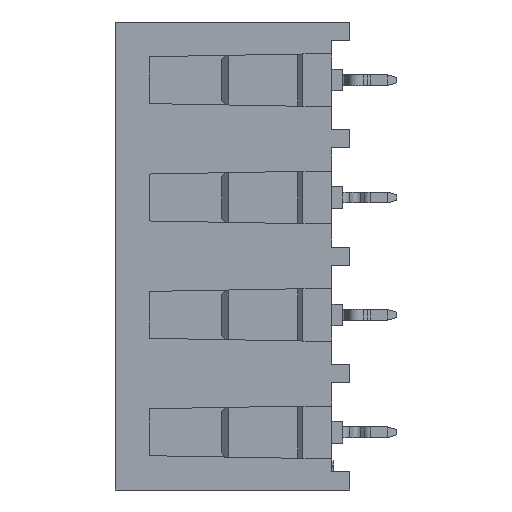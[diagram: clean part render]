
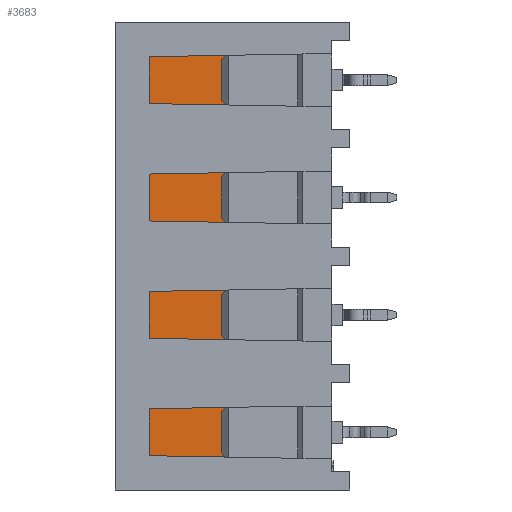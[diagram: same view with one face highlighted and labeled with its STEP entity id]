
A CAD part, left-side view. The second image highlights one B-rep face of the part: STEP entity #3683.
In plain terms, the highlighted planar face has unit normal (-1, 0, 0).
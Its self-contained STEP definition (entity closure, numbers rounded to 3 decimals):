
#3012=CARTESIAN_POINT('',(84.2,-10.4,-7.4));
#3013=VERTEX_POINT('',#3012);
#3020=CARTESIAN_POINT('',(84.2,-10.4,-8.75));
#3021=VERTEX_POINT('',#3020);
#3022=CARTESIAN_POINT('',(84.2,-10.4,-7.4));
#3023=DIRECTION('',(0.,0.,-1.));
#3024=VECTOR('',#3023,1.35);
#3025=LINE('',#3022,#3024);
#3026=EDGE_CURVE('',#3013,#3021,#3025,.T.);
#3028=CARTESIAN_POINT('',(84.2,-10.4,-11.25));
#3029=VERTEX_POINT('',#3028);
#3036=CARTESIAN_POINT('',(84.2,-10.4,-12.6));
#3037=VERTEX_POINT('',#3036);
#3038=CARTESIAN_POINT('',(84.2,-10.4,-11.25));
#3039=DIRECTION('',(0.,0.,-1.));
#3040=VECTOR('',#3039,1.35);
#3041=LINE('',#3038,#3040);
#3042=EDGE_CURVE('',#3029,#3037,#3041,.T.);
#3394=CARTESIAN_POINT('',(84.2,-1.8,-7.4));
#3395=VERTEX_POINT('',#3394);
#3402=CARTESIAN_POINT('',(84.2,-1.8,-7.4));
#3403=DIRECTION('',(0.,-1.,0.));
#3404=VECTOR('',#3403,8.6);
#3405=LINE('',#3402,#3404);
#3406=EDGE_CURVE('',#3395,#3013,#3405,.T.);
#3413=CARTESIAN_POINT('',(84.2,0.,-10.));
#3414=DIRECTION('',(0.,1.,0.));
#3415=DIRECTION('',(-1.,0.,0.));
#3416=AXIS2_PLACEMENT_3D('',#3413,#3415,#3414);
#3417=PLANE('',#3416);
#3418=CARTESIAN_POINT('',(84.2,-7.,-8.75));
#3419=VERTEX_POINT('',#3418);
#3420=CARTESIAN_POINT('',(84.2,-7.,-8.75));
#3421=DIRECTION('',(0.,-1.,0.));
#3422=VECTOR('',#3421,3.4);
#3423=LINE('',#3420,#3422);
#3424=EDGE_CURVE('',#3419,#3021,#3423,.T.);
#3425=ORIENTED_EDGE('',*,*,#3424,.T.);
#3426=ORIENTED_EDGE('',*,*,#3026,.F.);
#3427=ORIENTED_EDGE('',*,*,#3406,.F.);
#3428=CARTESIAN_POINT('',(84.2,-1.4,-7.));
#3429=VERTEX_POINT('',#3428);
#3430=CARTESIAN_POINT('',(84.2,-1.8,-7.4));
#3431=DIRECTION('',(0.,0.707,0.707));
#3432=VECTOR('',#3431,0.566);
#3433=LINE('',#3430,#3432);
#3434=EDGE_CURVE('',#3395,#3429,#3433,.T.);
#3435=ORIENTED_EDGE('',*,*,#3434,.T.);
#3436=CARTESIAN_POINT('',(84.2,-1.4,-6.8));
#3437=VERTEX_POINT('',#3436);
#3438=CARTESIAN_POINT('',(84.2,-1.4,-7.));
#3439=DIRECTION('',(0.,0.,1.));
#3440=VECTOR('',#3439,0.2);
#3441=LINE('',#3438,#3440);
#3442=EDGE_CURVE('',#3429,#3437,#3441,.T.);
#3443=ORIENTED_EDGE('',*,*,#3442,.T.);
#3444=CARTESIAN_POINT('',(84.2,-0.4,-6.8));
#3445=VERTEX_POINT('',#3444);
#3446=CARTESIAN_POINT('',(84.2,-1.4,-6.8));
#3447=DIRECTION('',(0.,1.,0.));
#3448=VECTOR('',#3447,1.);
#3449=LINE('',#3446,#3448);
#3450=EDGE_CURVE('',#3437,#3445,#3449,.T.);
#3451=ORIENTED_EDGE('',*,*,#3450,.T.);
#3452=CARTESIAN_POINT('',(84.2,-0.4,-32.7));
#3453=VERTEX_POINT('',#3452);
#3454=CARTESIAN_POINT('',(84.2,-0.4,-6.8));
#3455=DIRECTION('',(0.,0.,-1.));
#3456=VECTOR('',#3455,25.9);
#3457=LINE('',#3454,#3456);
#3458=EDGE_CURVE('',#3445,#3453,#3457,.T.);
#3459=ORIENTED_EDGE('',*,*,#3458,.T.);
#3460=CARTESIAN_POINT('',(84.2,-1.4,-32.7));
#3461=VERTEX_POINT('',#3460);
#3462=CARTESIAN_POINT('',(84.2,-0.4,-32.7));
#3463=DIRECTION('',(0.,-1.,0.));
#3464=VECTOR('',#3463,1.);
#3465=LINE('',#3462,#3464);
#3466=EDGE_CURVE('',#3453,#3461,#3465,.T.);
#3467=ORIENTED_EDGE('',*,*,#3466,.T.);
#3468=CARTESIAN_POINT('',(84.2,-1.4,-32.5));
#3469=VERTEX_POINT('',#3468);
#3470=CARTESIAN_POINT('',(84.2,-1.4,-32.7));
#3471=DIRECTION('',(0.,0.,1.));
#3472=VECTOR('',#3471,0.2);
#3473=LINE('',#3470,#3472);
#3474=EDGE_CURVE('',#3461,#3469,#3473,.T.);
#3475=ORIENTED_EDGE('',*,*,#3474,.T.);
#3476=CARTESIAN_POINT('',(84.2,-1.8,-32.1));
#3477=VERTEX_POINT('',#3476);
#3478=CARTESIAN_POINT('',(84.2,-1.4,-32.5));
#3479=DIRECTION('',(0.,-0.707,0.707));
#3480=VECTOR('',#3479,0.566);
#3481=LINE('',#3478,#3480);
#3482=EDGE_CURVE('',#3469,#3477,#3481,.T.);
#3483=ORIENTED_EDGE('',*,*,#3482,.T.);
#3484=CARTESIAN_POINT('',(84.2,-10.4,-32.1));
#3485=VERTEX_POINT('',#3484);
#3486=CARTESIAN_POINT('',(84.2,-1.8,-32.1));
#3487=DIRECTION('',(0.,-1.,0.));
#3488=VECTOR('',#3487,8.6);
#3489=LINE('',#3486,#3488);
#3490=EDGE_CURVE('',#3477,#3485,#3489,.T.);
#3491=ORIENTED_EDGE('',*,*,#3490,.T.);
#3492=CARTESIAN_POINT('',(84.2,-10.4,-30.75));
#3493=VERTEX_POINT('',#3492);
#3494=CARTESIAN_POINT('',(84.2,-10.4,-32.1));
#3495=DIRECTION('',(0.,0.,1.));
#3496=VECTOR('',#3495,1.35);
#3497=LINE('',#3494,#3496);
#3498=EDGE_CURVE('',#3485,#3493,#3497,.T.);
#3499=ORIENTED_EDGE('',*,*,#3498,.T.);
#3500=CARTESIAN_POINT('',(84.2,-7.,-30.75));
#3501=VERTEX_POINT('',#3500);
#3502=CARTESIAN_POINT('',(84.2,-10.4,-30.75));
#3503=DIRECTION('',(0.,1.,0.));
#3504=VECTOR('',#3503,3.4);
#3505=LINE('',#3502,#3504);
#3506=EDGE_CURVE('',#3493,#3501,#3505,.T.);
#3507=ORIENTED_EDGE('',*,*,#3506,.T.);
#3508=CARTESIAN_POINT('',(84.2,-7.,-28.25));
#3509=VERTEX_POINT('',#3508);
#3510=CARTESIAN_POINT('',(84.2,-7.,-30.75));
#3511=DIRECTION('',(0.,0.,1.));
#3512=VECTOR('',#3511,2.5);
#3513=LINE('',#3510,#3512);
#3514=EDGE_CURVE('',#3501,#3509,#3513,.T.);
#3515=ORIENTED_EDGE('',*,*,#3514,.T.);
#3516=CARTESIAN_POINT('',(84.2,-10.4,-28.25));
#3517=VERTEX_POINT('',#3516);
#3518=CARTESIAN_POINT('',(84.2,-7.,-28.25));
#3519=DIRECTION('',(0.,-1.,0.));
#3520=VECTOR('',#3519,3.4);
#3521=LINE('',#3518,#3520);
#3522=EDGE_CURVE('',#3509,#3517,#3521,.T.);
#3523=ORIENTED_EDGE('',*,*,#3522,.T.);
#3524=CARTESIAN_POINT('',(84.2,-10.4,-26.9));
#3525=VERTEX_POINT('',#3524);
#3526=CARTESIAN_POINT('',(84.2,-10.4,-28.25));
#3527=DIRECTION('',(0.,0.,1.));
#3528=VECTOR('',#3527,1.35);
#3529=LINE('',#3526,#3528);
#3530=EDGE_CURVE('',#3517,#3525,#3529,.T.);
#3531=ORIENTED_EDGE('',*,*,#3530,.T.);
#3532=CARTESIAN_POINT('',(84.2,-1.8,-26.9));
#3533=VERTEX_POINT('',#3532);
#3534=CARTESIAN_POINT('',(84.2,-10.4,-26.9));
#3535=DIRECTION('',(0.,1.,0.));
#3536=VECTOR('',#3535,8.6);
#3537=LINE('',#3534,#3536);
#3538=EDGE_CURVE('',#3525,#3533,#3537,.T.);
#3539=ORIENTED_EDGE('',*,*,#3538,.T.);
#3540=CARTESIAN_POINT('',(84.2,-1.4,-26.5));
#3541=VERTEX_POINT('',#3540);
#3542=CARTESIAN_POINT('',(84.2,-1.8,-26.9));
#3543=DIRECTION('',(0.,0.707,0.707));
#3544=VECTOR('',#3543,0.566);
#3545=LINE('',#3542,#3544);
#3546=EDGE_CURVE('',#3533,#3541,#3545,.T.);
#3547=ORIENTED_EDGE('',*,*,#3546,.T.);
#3548=CARTESIAN_POINT('',(84.2,-1.4,-26.));
#3549=VERTEX_POINT('',#3548);
#3550=CARTESIAN_POINT('',(84.2,-1.4,-26.5));
#3551=DIRECTION('',(0.,0.,1.));
#3552=VECTOR('',#3551,0.5);
#3553=LINE('',#3550,#3552);
#3554=EDGE_CURVE('',#3541,#3549,#3553,.T.);
#3555=ORIENTED_EDGE('',*,*,#3554,.T.);
#3556=CARTESIAN_POINT('',(84.2,-1.8,-25.6));
#3557=VERTEX_POINT('',#3556);
#3558=CARTESIAN_POINT('',(84.2,-1.4,-26.));
#3559=DIRECTION('',(0.,-0.707,0.707));
#3560=VECTOR('',#3559,0.566);
#3561=LINE('',#3558,#3560);
#3562=EDGE_CURVE('',#3549,#3557,#3561,.T.);
#3563=ORIENTED_EDGE('',*,*,#3562,.T.);
#3564=CARTESIAN_POINT('',(84.2,-10.4,-25.6));
#3565=VERTEX_POINT('',#3564);
#3566=CARTESIAN_POINT('',(84.2,-1.8,-25.6));
#3567=DIRECTION('',(0.,-1.,0.));
#3568=VECTOR('',#3567,8.6);
#3569=LINE('',#3566,#3568);
#3570=EDGE_CURVE('',#3557,#3565,#3569,.T.);
#3571=ORIENTED_EDGE('',*,*,#3570,.T.);
#3572=CARTESIAN_POINT('',(84.2,-10.4,-20.4));
#3573=VERTEX_POINT('',#3572);
#3574=CARTESIAN_POINT('',(84.2,-10.4,-25.6));
#3575=DIRECTION('',(0.,0.,1.));
#3576=VECTOR('',#3575,5.2);
#3577=LINE('',#3574,#3576);
#3578=EDGE_CURVE('',#3565,#3573,#3577,.T.);
#3579=ORIENTED_EDGE('',*,*,#3578,.T.);
#3580=CARTESIAN_POINT('',(84.2,-1.8,-20.4));
#3581=VERTEX_POINT('',#3580);
#3582=CARTESIAN_POINT('',(84.2,-10.4,-20.4));
#3583=DIRECTION('',(0.,1.,0.));
#3584=VECTOR('',#3583,8.6);
#3585=LINE('',#3582,#3584);
#3586=EDGE_CURVE('',#3573,#3581,#3585,.T.);
#3587=ORIENTED_EDGE('',*,*,#3586,.T.);
#3588=CARTESIAN_POINT('',(84.2,-1.4,-20.));
#3589=VERTEX_POINT('',#3588);
#3590=CARTESIAN_POINT('',(84.2,-1.8,-20.4));
#3591=DIRECTION('',(0.,0.707,0.707));
#3592=VECTOR('',#3591,0.566);
#3593=LINE('',#3590,#3592);
#3594=EDGE_CURVE('',#3581,#3589,#3593,.T.);
#3595=ORIENTED_EDGE('',*,*,#3594,.T.);
#3596=CARTESIAN_POINT('',(84.2,-1.4,-19.5));
#3597=VERTEX_POINT('',#3596);
#3598=CARTESIAN_POINT('',(84.2,-1.4,-20.));
#3599=DIRECTION('',(0.,0.,1.));
#3600=VECTOR('',#3599,0.5);
#3601=LINE('',#3598,#3600);
#3602=EDGE_CURVE('',#3589,#3597,#3601,.T.);
#3603=ORIENTED_EDGE('',*,*,#3602,.T.);
#3604=CARTESIAN_POINT('',(84.2,-1.8,-19.1));
#3605=VERTEX_POINT('',#3604);
#3606=CARTESIAN_POINT('',(84.2,-1.4,-19.5));
#3607=DIRECTION('',(0.,-0.707,0.707));
#3608=VECTOR('',#3607,0.566);
#3609=LINE('',#3606,#3608);
#3610=EDGE_CURVE('',#3597,#3605,#3609,.T.);
#3611=ORIENTED_EDGE('',*,*,#3610,.T.);
#3612=CARTESIAN_POINT('',(84.2,-10.4,-19.1));
#3613=VERTEX_POINT('',#3612);
#3614=CARTESIAN_POINT('',(84.2,-1.8,-19.1));
#3615=DIRECTION('',(0.,-1.,0.));
#3616=VECTOR('',#3615,8.6);
#3617=LINE('',#3614,#3616);
#3618=EDGE_CURVE('',#3605,#3613,#3617,.T.);
#3619=ORIENTED_EDGE('',*,*,#3618,.T.);
#3620=CARTESIAN_POINT('',(84.2,-10.4,-13.9));
#3621=VERTEX_POINT('',#3620);
#3622=CARTESIAN_POINT('',(84.2,-10.4,-19.1));
#3623=DIRECTION('',(0.,0.,1.));
#3624=VECTOR('',#3623,5.2);
#3625=LINE('',#3622,#3624);
#3626=EDGE_CURVE('',#3613,#3621,#3625,.T.);
#3627=ORIENTED_EDGE('',*,*,#3626,.T.);
#3628=CARTESIAN_POINT('',(84.2,-1.8,-13.9));
#3629=VERTEX_POINT('',#3628);
#3630=CARTESIAN_POINT('',(84.2,-10.4,-13.9));
#3631=DIRECTION('',(0.,1.,0.));
#3632=VECTOR('',#3631,8.6);
#3633=LINE('',#3630,#3632);
#3634=EDGE_CURVE('',#3621,#3629,#3633,.T.);
#3635=ORIENTED_EDGE('',*,*,#3634,.T.);
#3636=CARTESIAN_POINT('',(84.2,-1.4,-13.5));
#3637=VERTEX_POINT('',#3636);
#3638=CARTESIAN_POINT('',(84.2,-1.8,-13.9));
#3639=DIRECTION('',(0.,0.707,0.707));
#3640=VECTOR('',#3639,0.566);
#3641=LINE('',#3638,#3640);
#3642=EDGE_CURVE('',#3629,#3637,#3641,.T.);
#3643=ORIENTED_EDGE('',*,*,#3642,.T.);
#3644=CARTESIAN_POINT('',(84.2,-1.4,-13.));
#3645=VERTEX_POINT('',#3644);
#3646=CARTESIAN_POINT('',(84.2,-1.4,-13.5));
#3647=DIRECTION('',(0.,0.,1.));
#3648=VECTOR('',#3647,0.5);
#3649=LINE('',#3646,#3648);
#3650=EDGE_CURVE('',#3637,#3645,#3649,.T.);
#3651=ORIENTED_EDGE('',*,*,#3650,.T.);
#3652=CARTESIAN_POINT('',(84.2,-1.8,-12.6));
#3653=VERTEX_POINT('',#3652);
#3654=CARTESIAN_POINT('',(84.2,-1.4,-13.));
#3655=DIRECTION('',(0.,-0.707,0.707));
#3656=VECTOR('',#3655,0.566);
#3657=LINE('',#3654,#3656);
#3658=EDGE_CURVE('',#3645,#3653,#3657,.T.);
#3659=ORIENTED_EDGE('',*,*,#3658,.T.);
#3660=CARTESIAN_POINT('',(84.2,-1.8,-12.6));
#3661=DIRECTION('',(0.,-1.,0.));
#3662=VECTOR('',#3661,8.6);
#3663=LINE('',#3660,#3662);
#3664=EDGE_CURVE('',#3653,#3037,#3663,.T.);
#3665=ORIENTED_EDGE('',*,*,#3664,.T.);
#3666=ORIENTED_EDGE('',*,*,#3042,.F.);
#3667=CARTESIAN_POINT('',(84.2,-7.,-11.25));
#3668=VERTEX_POINT('',#3667);
#3669=CARTESIAN_POINT('',(84.2,-10.4,-11.25));
#3670=DIRECTION('',(0.,1.,0.));
#3671=VECTOR('',#3670,3.4);
#3672=LINE('',#3669,#3671);
#3673=EDGE_CURVE('',#3029,#3668,#3672,.T.);
#3674=ORIENTED_EDGE('',*,*,#3673,.T.);
#3675=CARTESIAN_POINT('',(84.2,-7.,-11.25));
#3676=DIRECTION('',(0.,0.,1.));
#3677=VECTOR('',#3676,2.5);
#3678=LINE('',#3675,#3677);
#3679=EDGE_CURVE('',#3668,#3419,#3678,.T.);
#3680=ORIENTED_EDGE('',*,*,#3679,.T.);
#3681=EDGE_LOOP('',(#3425,#3426,#3427,#3435,#3443,#3451,#3459,#3467,#3475,#3483,#3491,#3499,#3507,#3515,#3523,#3531,#3539,#3547,#3555,#3563,#3571,#3579,#3587,#3595,#3603,#3611,#3619,#3627,#3635,#3643,#3651,#3659,#3665,#3666,#3674,#3680));
#3682=FACE_OUTER_BOUND('',#3681,.T.);
#3683=ADVANCED_FACE('',(#3682),#3417,.T.);
